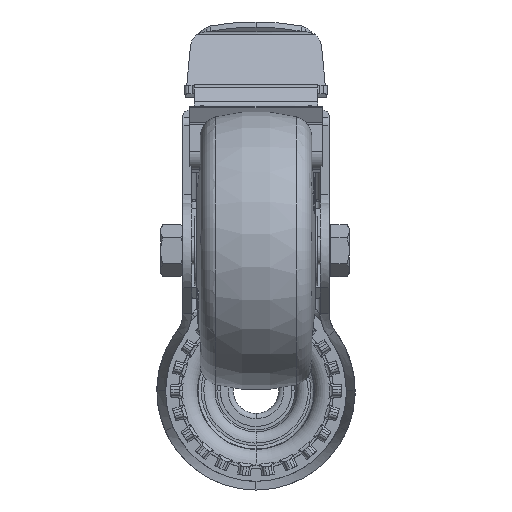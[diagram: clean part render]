
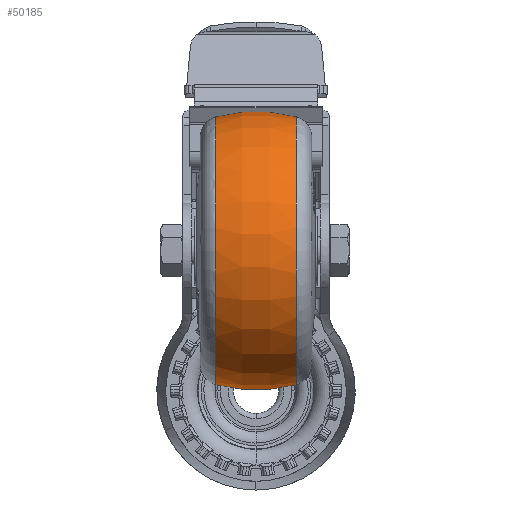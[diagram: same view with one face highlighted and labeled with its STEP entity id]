
A CAD part, front view. The second image highlights one B-rep face of the part: STEP entity #50185.
In plain terms, the highlighted toroidal (fillet/blend) face has major radius 5 mm and minor radius 45 mm.
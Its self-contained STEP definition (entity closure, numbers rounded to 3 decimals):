
#8379 = DIRECTION ( 'NONE',  ( 1., 0., 0. ) ) ;
#14227 = ORIENTED_EDGE ( 'NONE', *, *, #142716, .T. ) ;
#21131 = CIRCLE ( 'NONE', #55867, 38.496 ) ;
#26791 = CIRCLE ( 'NONE', #41246, 38.496 ) ;
#29552 = EDGE_CURVE ( 'NONE', #45539, #90675, #45640, .T. ) ;
#36106 = CARTESIAN_POINT ( 'NONE',  ( 0., 0., 0. ) ) ;
#36659 = AXIS2_PLACEMENT_3D ( 'NONE', #129627, #45088, #143740 ) ;
#41246 = AXIS2_PLACEMENT_3D ( 'NONE', #47411, #146046, #61582 ) ;
#45088 = DIRECTION ( 'NONE',  ( 0., 1., 0. ) ) ;
#45539 = VERTEX_POINT ( 'NONE', #143333 ) ;
#45640 = CIRCLE ( 'NONE', #36659, 45. ) ;
#47411 = CARTESIAN_POINT ( 'NONE',  ( -11.538, 0., 0. ) ) ;
#50185 = ADVANCED_FACE ( 'NONE', ( #182035 ), #135709, .T. ) ;
#55867 = AXIS2_PLACEMENT_3D ( 'NONE', #64136, #162744, #78326 ) ;
#61582 = DIRECTION ( 'NONE',  ( 0., 0., -1. ) ) ;
#64136 = CARTESIAN_POINT ( 'NONE',  ( 11.538, 0., 0. ) ) ;
#76643 = CARTESIAN_POINT ( 'NONE',  ( 0., 0., 5. ) ) ;
#78326 = DIRECTION ( 'NONE',  ( 0., 0., 1. ) ) ;
#90675 = VERTEX_POINT ( 'NONE', #182996 ) ;
#90816 = DIRECTION ( 'NONE',  ( 0., 0., -1. ) ) ;
#93660 = ORIENTED_EDGE ( 'NONE', *, *, #138752, .T. ) ;
#103118 = CARTESIAN_POINT ( 'NONE',  ( -11.538, 0., -38.496 ) ) ;
#103752 = ORIENTED_EDGE ( 'NONE', *, *, #137391, .T. ) ;
#107063 = DIRECTION ( 'NONE',  ( 0., 0., -1. ) ) ;
#114226 = EDGE_LOOP ( 'NONE', ( #166043, #14227, #93660, #103752 ) ) ;
#129627 = CARTESIAN_POINT ( 'NONE',  ( 0., 0., -5. ) ) ;
#134964 = AXIS2_PLACEMENT_3D ( 'NONE', #36106, #8379, #107063 ) ;
#135709 = TOROIDAL_SURFACE ( 'NONE', #134964, -5., 45. ) ;
#137391 = EDGE_CURVE ( 'NONE', #176168, #90675, #21131, .T. ) ;
#138752 = EDGE_CURVE ( 'NONE', #181159, #176168, #168142, .T. ) ;
#142716 = EDGE_CURVE ( 'NONE', #45539, #181159, #26791, .T. ) ;
#143333 = CARTESIAN_POINT ( 'NONE',  ( -11.538, 0., 38.496 ) ) ;
#143740 = DIRECTION ( 'NONE',  ( 0., 0., 1. ) ) ;
#146046 = DIRECTION ( 'NONE',  ( 1., 0., 0. ) ) ;
#148246 = AXIS2_PLACEMENT_3D ( 'NONE', #76643, #175287, #90816 ) ;
#155595 = CARTESIAN_POINT ( 'NONE',  ( 11.538, 0., -38.496 ) ) ;
#162744 = DIRECTION ( 'NONE',  ( -1., 0., 0. ) ) ;
#166043 = ORIENTED_EDGE ( 'NONE', *, *, #29552, .F. ) ;
#168142 = CIRCLE ( 'NONE', #148246, 45. ) ;
#175287 = DIRECTION ( 'NONE',  ( 0., -1., 0. ) ) ;
#176168 = VERTEX_POINT ( 'NONE', #155595 ) ;
#181159 = VERTEX_POINT ( 'NONE', #103118 ) ;
#182035 = FACE_OUTER_BOUND ( 'NONE', #114226, .T. ) ;
#182996 = CARTESIAN_POINT ( 'NONE',  ( 11.538, 0., 38.496 ) ) ;
